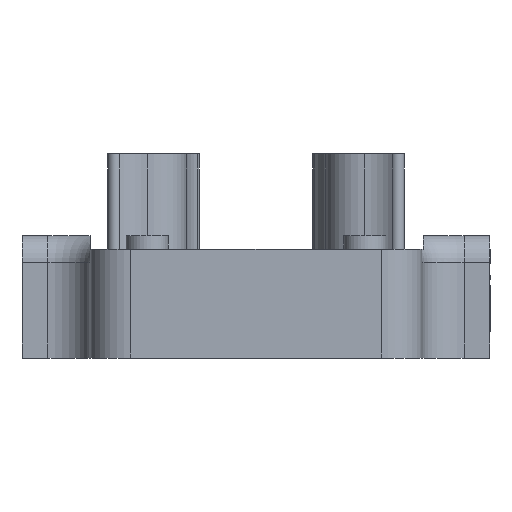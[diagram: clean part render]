
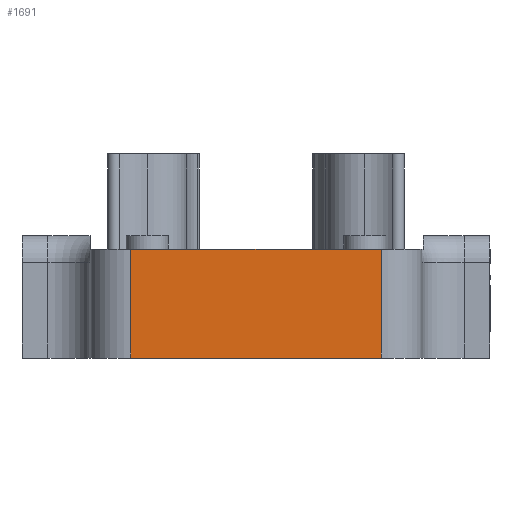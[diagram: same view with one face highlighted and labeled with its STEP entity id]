
A CAD part, front view. The second image highlights one B-rep face of the part: STEP entity #1691.
In plain terms, the highlighted planar face has unit normal (0, -1, 0).
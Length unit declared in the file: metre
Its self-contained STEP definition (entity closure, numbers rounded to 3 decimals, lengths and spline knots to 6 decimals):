
#144=LINE('',#2708,#250);
#153=LINE('',#2795,#259);
#154=LINE('',#2797,#260);
#155=LINE('',#2799,#261);
#250=VECTOR('',#2064,1.);
#259=VECTOR('',#2145,1.);
#260=VECTOR('',#2148,1.);
#261=VECTOR('',#2149,1.);
#449=ORIENTED_EDGE('',*,*,#928,.T.);
#450=ORIENTED_EDGE('',*,*,#929,.T.);
#451=ORIENTED_EDGE('',*,*,#930,.F.);
#452=ORIENTED_EDGE('',*,*,#885,.F.);
#885=EDGE_CURVE('',#1130,#1131,#144,.T.);
#928=EDGE_CURVE('',#1130,#1164,#153,.T.);
#929=EDGE_CURVE('',#1164,#1165,#154,.T.);
#930=EDGE_CURVE('',#1131,#1165,#155,.T.);
#1130=VERTEX_POINT('',#2707);
#1131=VERTEX_POINT('',#2709);
#1164=VERTEX_POINT('',#2794);
#1165=VERTEX_POINT('',#2798);
#1363=EDGE_LOOP('',(#449,#450,#451,#452));
#1509=FACE_BOUND('',#1363,.T.);
#1639=PLANE('',#1852);
#1691=ADVANCED_FACE('',(#1509),#1639,.F.);
#1852=AXIS2_PLACEMENT_3D('',#2796,#2146,#2147);
#2064=DIRECTION('',(1.,0.,0.));
#2145=DIRECTION('',(0.,0.,-1.));
#2146=DIRECTION('',(0.,1.,0.));
#2147=DIRECTION('',(0.,0.,1.));
#2148=DIRECTION('',(1.,0.,0.));
#2149=DIRECTION('',(0.,0.,-1.));
#2707=CARTESIAN_POINT('',(-0.0092,-0.0152,0.008));
#2708=CARTESIAN_POINT('',(0.,-0.0152,0.008));
#2709=CARTESIAN_POINT('',(0.0092,-0.0152,0.008));
#2794=CARTESIAN_POINT('',(-0.0092,-0.0152,0.));
#2795=CARTESIAN_POINT('',(-0.0092,-0.0152,0.008));
#2796=CARTESIAN_POINT('',(0.,-0.0152,0.008));
#2797=CARTESIAN_POINT('',(0.,-0.0152,0.));
#2798=CARTESIAN_POINT('',(0.0092,-0.0152,0.));
#2799=CARTESIAN_POINT('',(0.0092,-0.0152,0.008));
